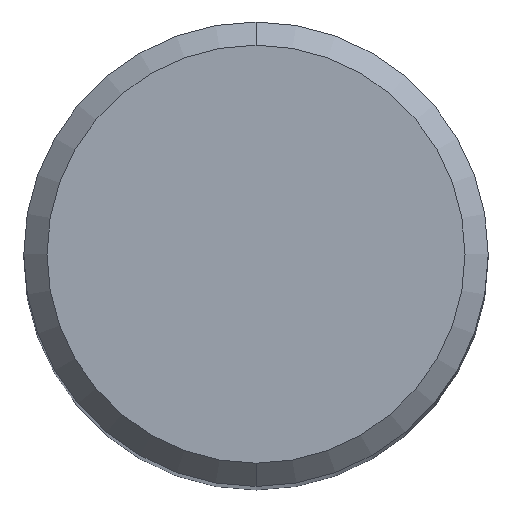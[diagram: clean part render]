
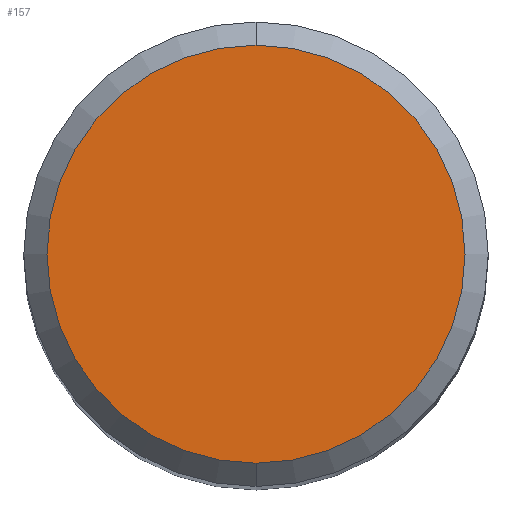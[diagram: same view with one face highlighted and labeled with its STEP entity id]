
A CAD part, top view. The second image highlights one B-rep face of the part: STEP entity #157.
In plain terms, the highlighted planar face has unit normal (0, 0, 1).
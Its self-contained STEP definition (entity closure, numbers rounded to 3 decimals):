
#137=EDGE_CURVE('',#175,#215,#293,.T.);
#157=ADVANCED_FACE('',(#316),#317,.T.);
#175=VERTEX_POINT('',#336);
#197=EDGE_CURVE('',#215,#175,#361,.T.);
#215=VERTEX_POINT('',#381);
#293=CIRCLE('',#465,3.6);
#316=FACE_OUTER_BOUND('',#495,.T.);
#317=PLANE('',#496);
#336=CARTESIAN_POINT('',(0.0,3.6,0.0));
#361=CIRCLE('',#557,3.6);
#381=CARTESIAN_POINT('',(0.,-3.6,0.0));
#465=AXIS2_PLACEMENT_3D('',#653,#654,#655);
#495=EDGE_LOOP('',(#688,#689));
#496=AXIS2_PLACEMENT_3D('',#690,#691,#692);
#557=AXIS2_PLACEMENT_3D('',#747,#748,#749);
#653=CARTESIAN_POINT('',(0.0,0.0,0.0));
#654=DIRECTION('',(0.0,0.0,-1.0));
#655=DIRECTION('',(0.0,1.0,0.0));
#688=ORIENTED_EDGE('',*,*,#137,.F.);
#689=ORIENTED_EDGE('',*,*,#197,.F.);
#690=CARTESIAN_POINT('',(0.0,1.8,0.0));
#691=DIRECTION('',(-0.0,0.0,1.0));
#692=DIRECTION('',(0.0,-1.0,0.0));
#747=CARTESIAN_POINT('',(0.0,0.0,0.0));
#748=DIRECTION('',(0.0,0.0,-1.0));
#749=DIRECTION('',(0.0,1.0,0.0));
